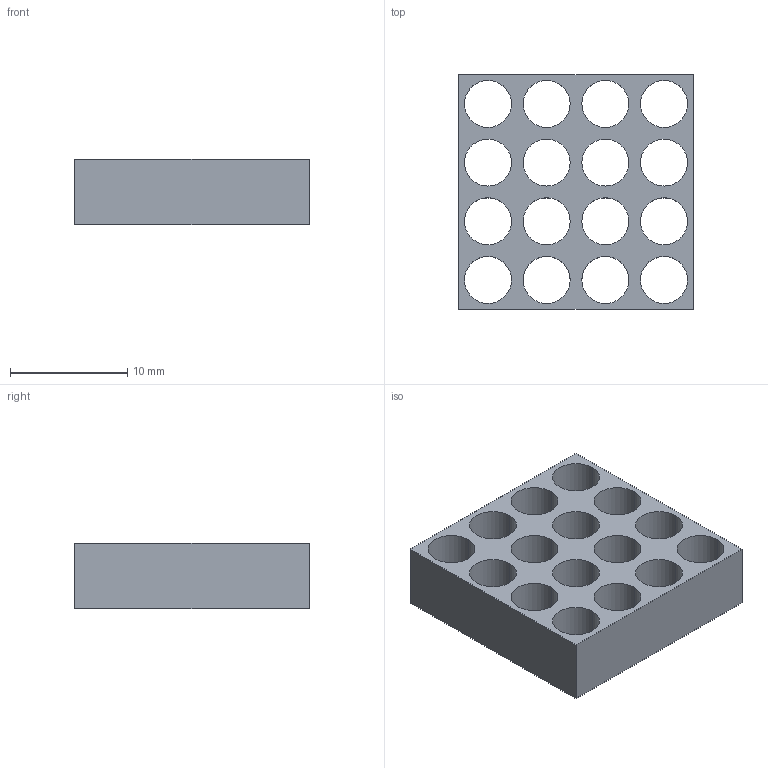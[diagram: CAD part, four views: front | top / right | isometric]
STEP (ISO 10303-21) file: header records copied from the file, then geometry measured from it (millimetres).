
FILE_DESCRIPTION (( 'STEP AP203' ), '1' );
FILE_NAME ('Circle4x4_3006203.STEP', '2023-06-29T22:53:48', ( '' ), ( '' ), 'SwSTEP 2.0', 'SolidWorks 2022', '' );
FILE_SCHEMA (( 'CONFIG_CONTROL_DESIGN' ));
Length unit declared in the file: millimetre
Products named in the file (1): Circle4x4_3006203
Bounding box: 20 x 20 x 5.6 mm (x, y, z)
Volume: 1114.1 mm3; surface area: 1971.8 mm2
Topology: 1 solids, 1 shells, 38 faces, 108 edges, 72 vertices
Faces by surface type: cylinder 32, plane 6
Entity records: 1417 total; most frequent: DIRECTION 250, CARTESIAN_POINT 219, ORIENTED_EDGE 216, EDGE_CURVE 108, AXIS2_PLACEMENT_3D 103, VERTEX_POINT 72, EDGE_LOOP 70, CIRCLE 64
